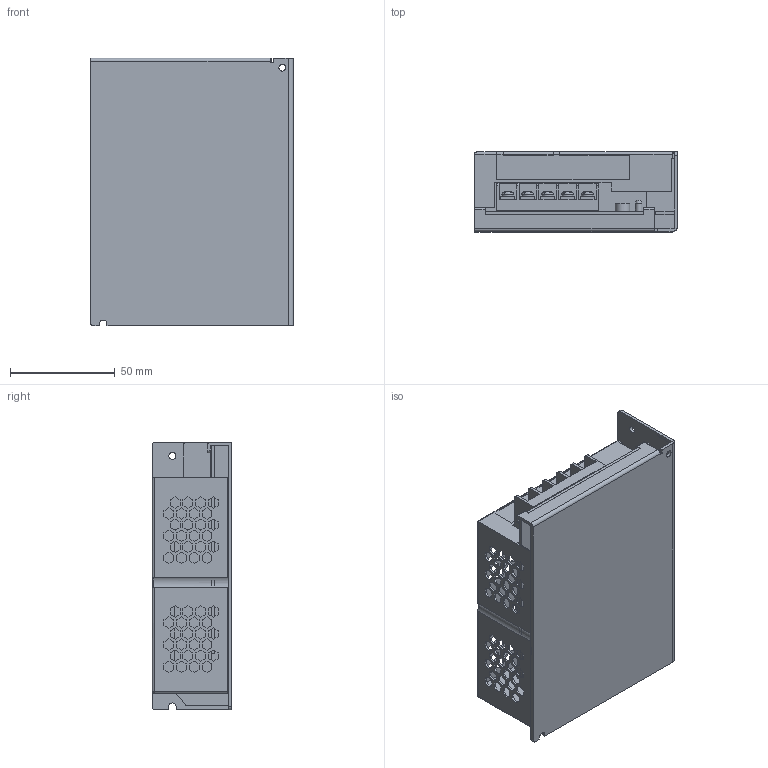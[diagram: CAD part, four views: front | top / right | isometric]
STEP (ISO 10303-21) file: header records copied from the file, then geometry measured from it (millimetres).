
FILE_DESCRIPTION (( 'STEP AP214' ), '1' );
FILE_NAME ('PSS24-050.STEP', '2018-12-20T15:17:35', ( '' ), ( '' ), 'SwSTEP 2.0', 'SolidWorks 2018', '' );
FILE_SCHEMA (( 'AUTOMOTIVE_DESIGN' ));
Length unit declared in the file: inch
Products named in the file (1): PSS24-050
Bounding box: 97.03 x 38.13 x 128.02 mm (x, y, z)
Volume: 164128.4 mm3; surface area: 100624.2 mm2
Topology: 3 solids, 3 shells, 1639 faces, 4834 edges, 3216 vertices
Faces by surface type: plane 1538, cylinder 49, bspline 32, cone 20
Full cylindrical faces by diameter (mm): 3.138 x1, 3.302 x2, 5.588 x5, 6.968 x1
Entity records: 77285 total; most frequent: CARTESIAN_POINT 11758, ORIENTED_EDGE 9630, DIRECTION 7999, EDGE_CURVE 4815, VECTOR 4543, LINE 4543, VERTEX_POINT 3214, EDGE_LOOP 2085
